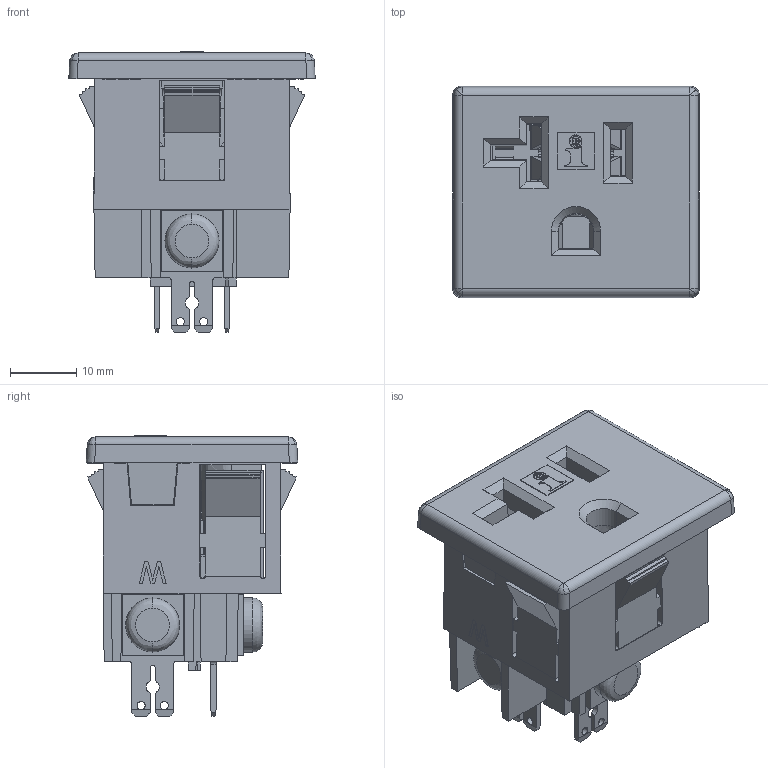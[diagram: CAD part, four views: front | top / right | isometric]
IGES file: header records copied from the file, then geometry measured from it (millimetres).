
Start section: Elysium IGES Interface
Global section: file name: 194H88231100_R6_NEMA_5-20_Snap-In_QD_All-Screws_10-3-13.igs; native system: SolidDesigner 14.50  18-Oct-2006; preprocessor: OneSpace IGES_3D V2.2; author: Unknown; organization: Unknown; date: 20131004.105708; units: millimetre
Bounding box: 37.27 x 31.99 x 42.49 mm (x, y, z)
Volume: 13482.5 mm3; surface area: 19114.2 mm2
Topology: 11 solids, 11 shells, 2921 faces, 8305 edges, 5475 vertices
Faces by surface type: bspline 2921
